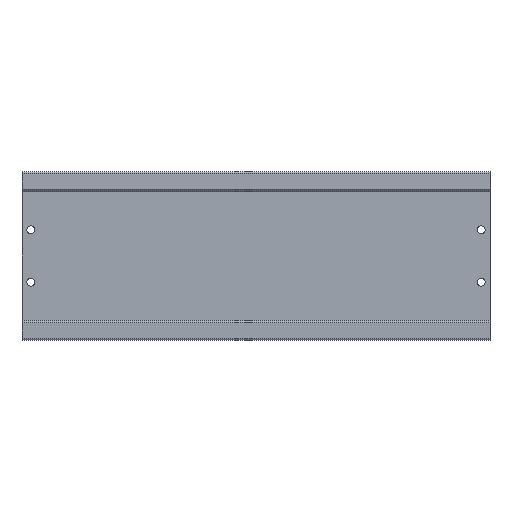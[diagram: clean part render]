
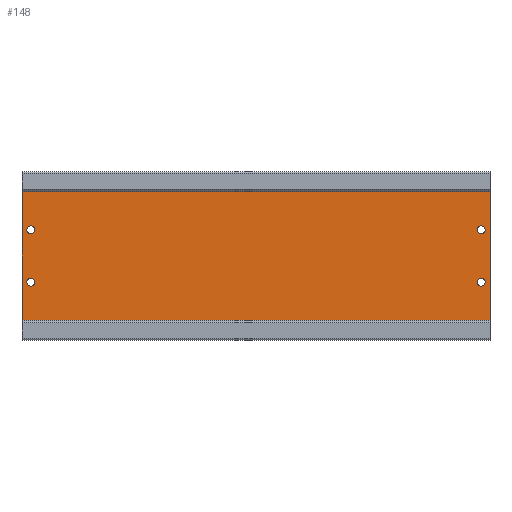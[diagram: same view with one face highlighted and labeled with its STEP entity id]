
A CAD part, front view. The second image highlights one B-rep face of the part: STEP entity #148.
In plain terms, the highlighted planar face has unit normal (0, -1, 0).
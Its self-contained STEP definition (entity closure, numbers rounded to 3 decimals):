
#148 = ADVANCED_FACE( '', ( #425, #426, #427, #428, #429 ), #430, .F. );
#425 = FACE_BOUND( '', #770, .T. );
#426 = FACE_BOUND( '', #771, .T. );
#427 = FACE_BOUND( '', #772, .T. );
#428 = FACE_BOUND( '', #773, .T. );
#429 = FACE_OUTER_BOUND( '', #774, .T. );
#430 = PLANE( '', #775 );
#770 = EDGE_LOOP( '', ( #1327 ) );
#771 = EDGE_LOOP( '', ( #1328 ) );
#772 = EDGE_LOOP( '', ( #1329 ) );
#773 = EDGE_LOOP( '', ( #1330 ) );
#774 = EDGE_LOOP( '', ( #1331, #1332, #1333, #1334 ) );
#775 = AXIS2_PLACEMENT_3D( '', #1335, #1336, #1337 );
#1327 = ORIENTED_EDGE( '', *, *, #1649, .T. );
#1328 = ORIENTED_EDGE( '', *, *, #1647, .T. );
#1329 = ORIENTED_EDGE( '', *, *, #1645, .T. );
#1330 = ORIENTED_EDGE( '', *, *, #1643, .T. );
#1331 = ORIENTED_EDGE( '', *, *, #1739, .T. );
#1332 = ORIENTED_EDGE( '', *, *, #1738, .F. );
#1333 = ORIENTED_EDGE( '', *, *, #1740, .F. );
#1334 = ORIENTED_EDGE( '', *, *, #1741, .T. );
#1335 = CARTESIAN_POINT( '', ( 267., -29., 36.75 ) );
#1336 = DIRECTION( '', ( 0., 1., 0. ) );
#1337 = DIRECTION( '', ( 0., 0., 1. ) );
#1643 = EDGE_CURVE( '', #1893, #1893, #1894, .T. );
#1645 = EDGE_CURVE( '', #1897, #1897, #1898, .T. );
#1647 = EDGE_CURVE( '', #1901, #1901, #1902, .T. );
#1649 = EDGE_CURVE( '', #1905, #1905, #1906, .T. );
#1738 = EDGE_CURVE( '', #2068, #2066, #2070, .T. );
#1739 = EDGE_CURVE( '', #2071, #2066, #2072, .T. );
#1740 = EDGE_CURVE( '', #2073, #2068, #2074, .T. );
#1741 = EDGE_CURVE( '', #2073, #2071, #2075, .T. );
#1893 = VERTEX_POINT( '', #4641 );
#1894 = CIRCLE( '', #4642, 2.25 );
#1897 = VERTEX_POINT( '', #4645 );
#1898 = CIRCLE( '', #4646, 2.25 );
#1901 = VERTEX_POINT( '', #4649 );
#1902 = CIRCLE( '', #4650, 2.25 );
#1905 = VERTEX_POINT( '', #4653 );
#1906 = CIRCLE( '', #4654, 2.25 );
#2066 = VERTEX_POINT( '', #4843 );
#2068 = VERTEX_POINT( '', #4846 );
#2070 = LINE( '', #4849, #4850 );
#2071 = VERTEX_POINT( '', #4851 );
#2072 = LINE( '', #4852, #4853 );
#2073 = VERTEX_POINT( '', #4854 );
#2074 = LINE( '', #4855, #4856 );
#2075 = LINE( '', #4857, #4858 );
#4641 = CARTESIAN_POINT( '', ( 5., -29., -12.75 ) );
#4642 = AXIS2_PLACEMENT_3D( '', #5114, #5115, #5116 );
#4645 = CARTESIAN_POINT( '', ( 5., -29., 17.25 ) );
#4646 = AXIS2_PLACEMENT_3D( '', #5120, #5121, #5122 );
#4649 = CARTESIAN_POINT( '', ( 262., -29., -12.75 ) );
#4650 = AXIS2_PLACEMENT_3D( '', #5126, #5127, #5128 );
#4653 = CARTESIAN_POINT( '', ( 262., -29., 17.25 ) );
#4654 = AXIS2_PLACEMENT_3D( '', #5132, #5133, #5134 );
#4843 = CARTESIAN_POINT( '', ( 0., -29., -36.75 ) );
#4846 = CARTESIAN_POINT( '', ( 267., -29., -36.75 ) );
#4849 = CARTESIAN_POINT( '', ( 267., -29., -36.75 ) );
#4850 = VECTOR( '', #5337, 1000. );
#4851 = CARTESIAN_POINT( '', ( 0., -29., 36.75 ) );
#4852 = CARTESIAN_POINT( '', ( 0., -29., 36.75 ) );
#4853 = VECTOR( '', #5338, 1000. );
#4854 = CARTESIAN_POINT( '', ( 267., -29., 36.75 ) );
#4855 = CARTESIAN_POINT( '', ( 267., -29., 36.75 ) );
#4856 = VECTOR( '', #5339, 1000. );
#4857 = CARTESIAN_POINT( '', ( 267., -29., 36.75 ) );
#4858 = VECTOR( '', #5340, 1000. );
#5114 = CARTESIAN_POINT( '', ( 5., -29., -15. ) );
#5115 = DIRECTION( '', ( 0., 1., 0. ) );
#5116 = DIRECTION( '', ( 0., 0., 1. ) );
#5120 = CARTESIAN_POINT( '', ( 5., -29., 15. ) );
#5121 = DIRECTION( '', ( 0., 1., 0. ) );
#5122 = DIRECTION( '', ( 0., 0., 1. ) );
#5126 = CARTESIAN_POINT( '', ( 262., -29., -15. ) );
#5127 = DIRECTION( '', ( 0., 1., 0. ) );
#5128 = DIRECTION( '', ( 0., 0., 1. ) );
#5132 = CARTESIAN_POINT( '', ( 262., -29., 15. ) );
#5133 = DIRECTION( '', ( 0., 1., 0. ) );
#5134 = DIRECTION( '', ( 0., 0., 1. ) );
#5337 = DIRECTION( '', ( -1., 0., 0. ) );
#5338 = DIRECTION( '', ( 0., 0., -1. ) );
#5339 = DIRECTION( '', ( 0., 0., -1. ) );
#5340 = DIRECTION( '', ( -1., 0., 0. ) );
